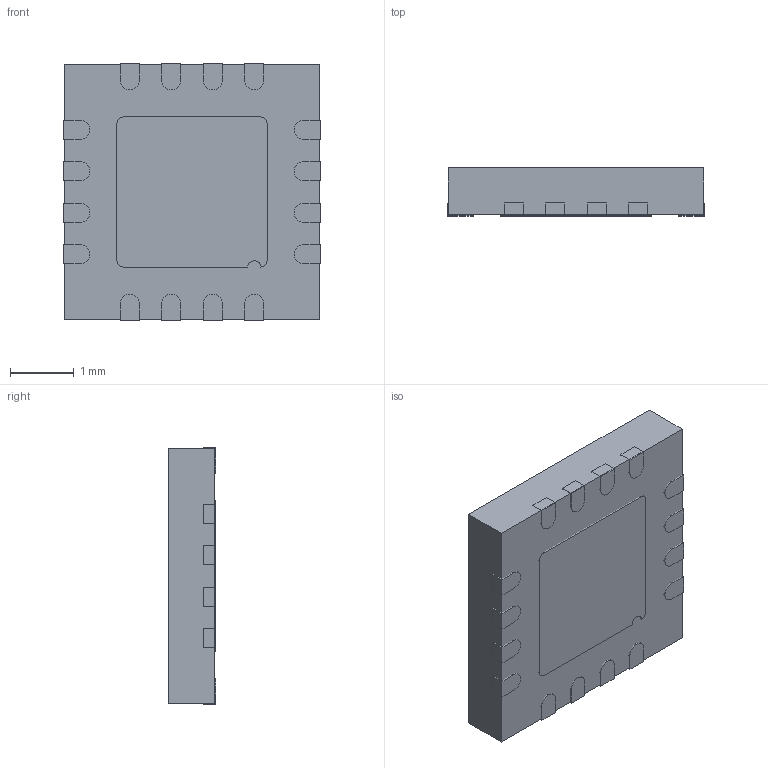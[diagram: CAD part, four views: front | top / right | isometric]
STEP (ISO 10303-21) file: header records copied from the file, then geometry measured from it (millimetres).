
FILE_DESCRIPTION (( 'STEP AP214' ), '1' );
FILE_NAME ('CP-16-20.STEP', '2018-11-14T14:54:42', ( '' ), ( '' ), 'SwSTEP 2.0', 'SolidWorks 2018', '' );
FILE_SCHEMA (( 'AUTOMOTIVE_DESIGN' ));
Length unit declared in the file: millimetre
Products named in the file (4): Body; CP-16-20; P; EP
Assembly tree (18 placements, depth 2):
  CP-16-20
    Body
    P  x16
    EP
Bounding box: 4.02 x 0.75 x 4.02 mm (x, y, z)
Surface area: 64.5 mm2
Topology: 18 solids, 18 shells, 132 faces, 285 edges, 190 vertices
Faces by surface type: plane 93, cylinder 39
Entity records: 1037 total; most frequent: DIRECTION 174, CARTESIAN_POINT 148, ORIENTED_EDGE 120, AXIS2_PLACEMENT_3D 66, EDGE_CURVE 60, LINE 42, VECTOR 42, VERTEX_POINT 40
